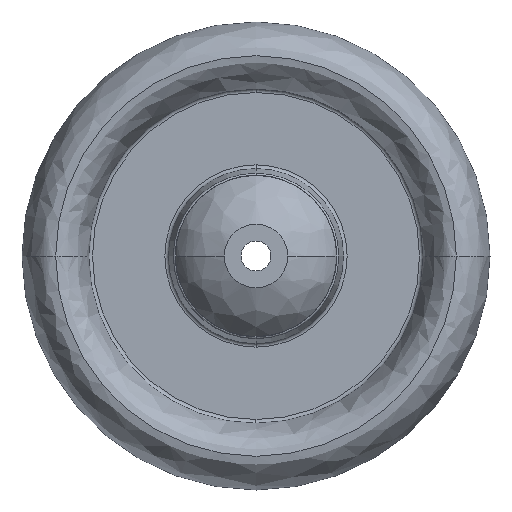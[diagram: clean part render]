
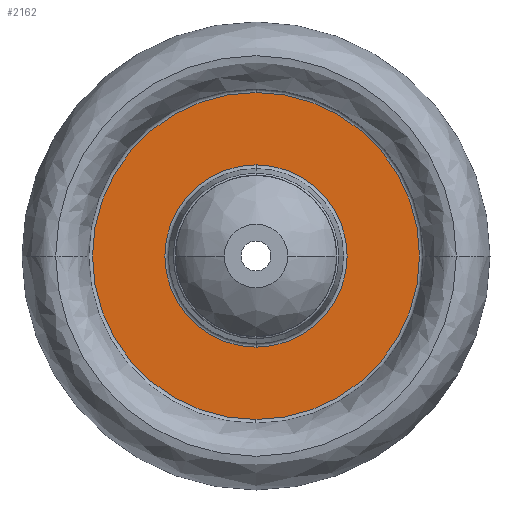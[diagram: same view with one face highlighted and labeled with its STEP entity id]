
A CAD part, left-side view. The second image highlights one B-rep face of the part: STEP entity #2162.
In plain terms, the highlighted planar face has unit normal (-1, 0, 0).
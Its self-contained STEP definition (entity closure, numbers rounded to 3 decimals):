
#208 = VERTEX_POINT ( 'NONE', #607 ) ;
#335 = ORIENTED_EDGE ( 'NONE', *, *, #3812, .F. ) ;
#402 = FACE_OUTER_BOUND ( 'NONE', #4393, .T. ) ;
#433 = DIRECTION ( 'NONE',  ( -1., 0., 0. ) ) ;
#607 = CARTESIAN_POINT ( 'NONE',  ( -2.5, 0., 24.335 ) ) ;
#697 = VERTEX_POINT ( 'NONE', #2446 ) ;
#959 = VERTEX_POINT ( 'NONE', #3367 ) ;
#1002 = DIRECTION ( 'NONE',  ( 0., 0., 1. ) ) ;
#1068 = DIRECTION ( 'NONE',  ( -1., 0., 0. ) ) ;
#1113 = DIRECTION ( 'NONE',  ( 0., 0., 1. ) ) ;
#1152 = AXIS2_PLACEMENT_3D ( 'NONE', #1361, #2782, #1310 ) ;
#1206 = ORIENTED_EDGE ( 'NONE', *, *, #2620, .T. ) ;
#1310 = DIRECTION ( 'NONE',  ( 0., 0., 1. ) ) ;
#1361 = CARTESIAN_POINT ( 'NONE',  ( -2.5, 0., 0. ) ) ;
#1445 = EDGE_LOOP ( 'NONE', ( #335, #3142 ) ) ;
#1488 = CIRCLE ( 'NONE', #3925, 24.335 ) ;
#1513 = DIRECTION ( 'NONE',  ( -1., 0., 0. ) ) ;
#1857 = CIRCLE ( 'NONE', #2332, 43.677 ) ;
#1900 = DIRECTION ( 'NONE',  ( 0., 0., 1. ) ) ;
#1973 = AXIS2_PLACEMENT_3D ( 'NONE', #4056, #433, #1113 ) ;
#2087 = CIRCLE ( 'NONE', #4222, 43.677 ) ;
#2162 = ADVANCED_FACE ( 'NONE', ( #402, #3625 ), #2965, .T. ) ;
#2332 = AXIS2_PLACEMENT_3D ( 'NONE', #4011, #1068, #2539 ) ;
#2364 = ORIENTED_EDGE ( 'NONE', *, *, #2680, .T. ) ;
#2446 = CARTESIAN_POINT ( 'NONE',  ( -2.5, 0., -43.677 ) ) ;
#2539 = DIRECTION ( 'NONE',  ( 0., 0., 1. ) ) ;
#2570 = EDGE_CURVE ( 'NONE', #959, #208, #2611, .T. ) ;
#2611 = CIRCLE ( 'NONE', #1152, 24.335 ) ;
#2620 = EDGE_CURVE ( 'NONE', #697, #2681, #1857, .T. ) ;
#2680 = EDGE_CURVE ( 'NONE', #2681, #697, #2087, .T. ) ;
#2681 = VERTEX_POINT ( 'NONE', #3612 ) ;
#2782 = DIRECTION ( 'NONE',  ( -1., 0., 0. ) ) ;
#2865 = CARTESIAN_POINT ( 'NONE',  ( -2.5, 0., 0. ) ) ;
#2965 = PLANE ( 'NONE',  #1973 ) ;
#3142 = ORIENTED_EDGE ( 'NONE', *, *, #2570, .F. ) ;
#3367 = CARTESIAN_POINT ( 'NONE',  ( -2.5, 0., -24.335 ) ) ;
#3612 = CARTESIAN_POINT ( 'NONE',  ( -2.5, 0., 43.677 ) ) ;
#3625 = FACE_BOUND ( 'NONE', #1445, .T. ) ;
#3812 = EDGE_CURVE ( 'NONE', #208, #959, #1488, .T. ) ;
#3925 = AXIS2_PLACEMENT_3D ( 'NONE', #2865, #4334, #1002 ) ;
#4011 = CARTESIAN_POINT ( 'NONE',  ( -2.5, 0., 0. ) ) ;
#4026 = CARTESIAN_POINT ( 'NONE',  ( -2.5, 0., 0. ) ) ;
#4056 = CARTESIAN_POINT ( 'NONE',  ( -2.5, 24.335, 0. ) ) ;
#4222 = AXIS2_PLACEMENT_3D ( 'NONE', #4026, #1513, #1900 ) ;
#4334 = DIRECTION ( 'NONE',  ( -1., 0., 0. ) ) ;
#4393 = EDGE_LOOP ( 'NONE', ( #2364, #1206 ) ) ;
